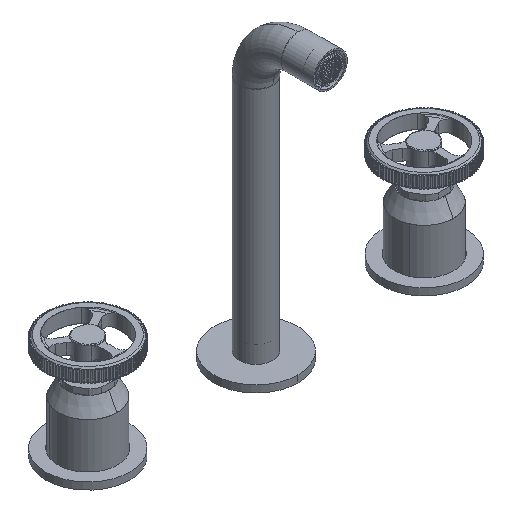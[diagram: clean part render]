
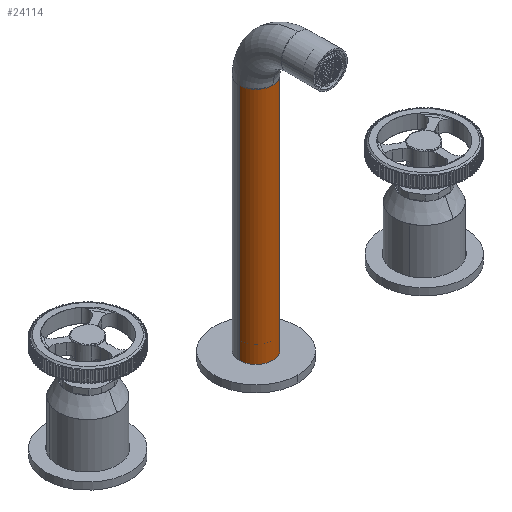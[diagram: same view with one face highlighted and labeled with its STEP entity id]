
A CAD part, isometric view. The second image highlights one B-rep face of the part: STEP entity #24114.
In plain terms, the highlighted cylindrical face has radius 12 mm (diameter 24 mm), a partial arc.
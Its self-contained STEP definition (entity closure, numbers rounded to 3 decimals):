
#284 = CARTESIAN_POINT ( 'NONE',  ( 0., 12., 169.992 ) ) ;
#385 = VERTEX_POINT ( 'NONE', #4853 ) ;
#797 = CARTESIAN_POINT ( 'NONE',  ( 0., 12., 0. ) ) ;
#1125 = LINE ( 'NONE', #18743, #5295 ) ;
#1651 = EDGE_LOOP ( 'NONE', ( #8973, #21479, #5740, #22686, #10204 ) ) ;
#2135 = LINE ( 'NONE', #797, #6652 ) ;
#2281 = FACE_OUTER_BOUND ( 'NONE', #1651, .T. ) ;
#2780 = AXIS2_PLACEMENT_3D ( 'NONE', #3788, #17290, #21050 ) ;
#3378 = VERTEX_POINT ( 'NONE', #10818 ) ;
#3565 = DIRECTION ( 'NONE',  ( 0., 0., 1. ) ) ;
#3788 = CARTESIAN_POINT ( 'NONE',  ( 0., 0., 0. ) ) ;
#3853 = AXIS2_PLACEMENT_3D ( 'NONE', #6547, #10593, #16285 ) ;
#4853 = CARTESIAN_POINT ( 'NONE',  ( 0., 12., 0. ) ) ;
#5295 = VECTOR ( 'NONE', #9106, 1000. ) ;
#5412 = CIRCLE ( 'NONE', #23714, 12. ) ;
#5740 = ORIENTED_EDGE ( 'NONE', *, *, #13590, .F. ) ;
#6547 = CARTESIAN_POINT ( 'NONE',  ( 0., 0., 169.992 ) ) ;
#6652 = VECTOR ( 'NONE', #10041, 1000. ) ;
#6783 = VERTEX_POINT ( 'NONE', #9647 ) ;
#7536 = EDGE_CURVE ( 'NONE', #16247, #3378, #1125, .T. ) ;
#8690 = CARTESIAN_POINT ( 'NONE',  ( 0., 0., 0. ) ) ;
#8973 = ORIENTED_EDGE ( 'NONE', *, *, #20222, .T. ) ;
#9106 = DIRECTION ( 'NONE',  ( 0., 0., 1. ) ) ;
#9647 = CARTESIAN_POINT ( 'NONE',  ( 12., 0., 169.992 ) ) ;
#10041 = DIRECTION ( 'NONE',  ( 0., 0., 1. ) ) ;
#10204 = ORIENTED_EDGE ( 'NONE', *, *, #7536, .F. ) ;
#10584 = DIRECTION ( 'NONE',  ( 0., 0., 1. ) ) ;
#10593 = DIRECTION ( 'NONE',  ( 0., 0., 1. ) ) ;
#10818 = CARTESIAN_POINT ( 'NONE',  ( 0., -12., 169.992 ) ) ;
#13590 = EDGE_CURVE ( 'NONE', #6783, #22234, #18563, .T. ) ;
#14282 = DIRECTION ( 'NONE',  ( 1., 0., 0. ) ) ;
#16247 = VERTEX_POINT ( 'NONE', #22438 ) ;
#16285 = DIRECTION ( 'NONE',  ( 1., 0., 0. ) ) ;
#17290 = DIRECTION ( 'NONE',  ( 0., 0., 1. ) ) ;
#17483 = EDGE_CURVE ( 'NONE', #385, #22234, #2135, .T. ) ;
#18234 = EDGE_CURVE ( 'NONE', #3378, #6783, #5412, .T. ) ;
#18563 = CIRCLE ( 'NONE', #3853, 12. ) ;
#18743 = CARTESIAN_POINT ( 'NONE',  ( 0., -12., 0. ) ) ;
#20204 = CIRCLE ( 'NONE', #20508, 12. ) ;
#20222 = EDGE_CURVE ( 'NONE', #16247, #385, #20204, .T. ) ;
#20508 = AXIS2_PLACEMENT_3D ( 'NONE', #8690, #10584, #14282 ) ;
#21005 = DIRECTION ( 'NONE',  ( 1., 0., 0. ) ) ;
#21050 = DIRECTION ( 'NONE',  ( 0., -1., 0. ) ) ;
#21479 = ORIENTED_EDGE ( 'NONE', *, *, #17483, .T. ) ;
#22234 = VERTEX_POINT ( 'NONE', #284 ) ;
#22360 = CARTESIAN_POINT ( 'NONE',  ( 0., 0., 169.992 ) ) ;
#22438 = CARTESIAN_POINT ( 'NONE',  ( 0., -12., 0. ) ) ;
#22686 = ORIENTED_EDGE ( 'NONE', *, *, #18234, .F. ) ;
#23408 = CYLINDRICAL_SURFACE ( 'NONE', #2780, 12. ) ;
#23714 = AXIS2_PLACEMENT_3D ( 'NONE', #22360, #3565, #21005 ) ;
#24114 = ADVANCED_FACE ( 'NONE', ( #2281 ), #23408, .T. ) ;
